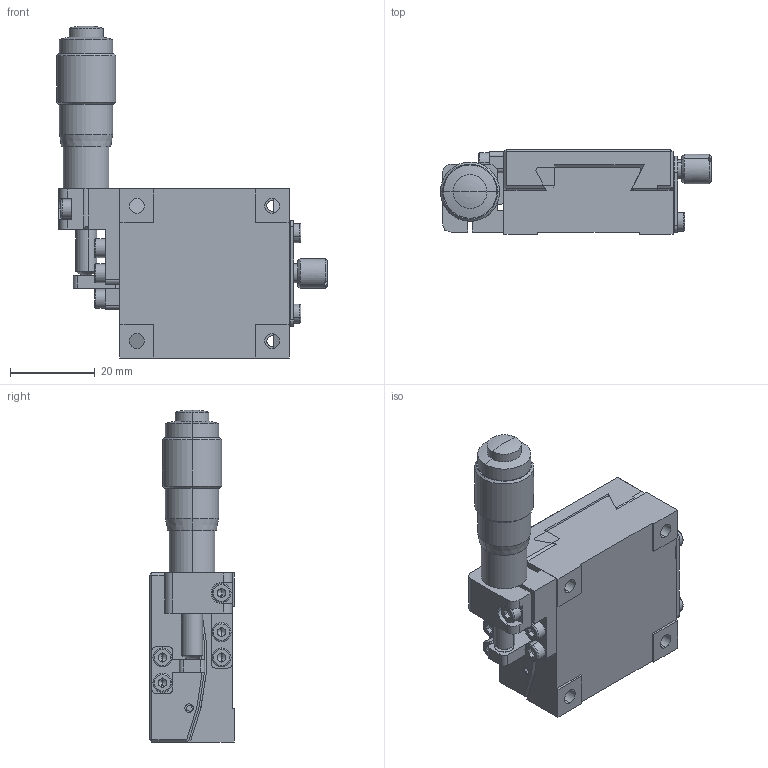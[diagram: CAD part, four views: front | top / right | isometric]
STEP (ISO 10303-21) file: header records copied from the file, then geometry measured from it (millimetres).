
FILE_DESCRIPTION (( 'STEP AP203' ), '1' );
FILE_NAME ('G40M40L.STEP', '2019-06-11T08:23:08', ( '' ), ( '' ), 'SwSTEP 2.0', 'SolidWorks 2015', '' );
FILE_SCHEMA (( 'CONFIG_CONTROL_DESIGN' ));
Length unit declared in the file: millimetre
Products named in the file (1): G40M40L
Bounding box: 64.1 x 20 x 78.53 mm (x, y, z)
Surface area: 16439.9 mm2 (no closed solid volume)
Topology: 0 solids, 22 shells, 459 faces, 1504 edges, 1006 vertices
Faces by surface type: plane 273, cylinder 133, cone 33, torus 18, sphere 2
Entity records: 16912 total; most frequent: CARTESIAN_POINT 3622, DIRECTION 2846, ORIENTED_EDGE 2528, EDGE_CURVE 1488, VERTEX_POINT 1006, AXIS2_PLACEMENT_3D 990, LINE 866, VECTOR 866
